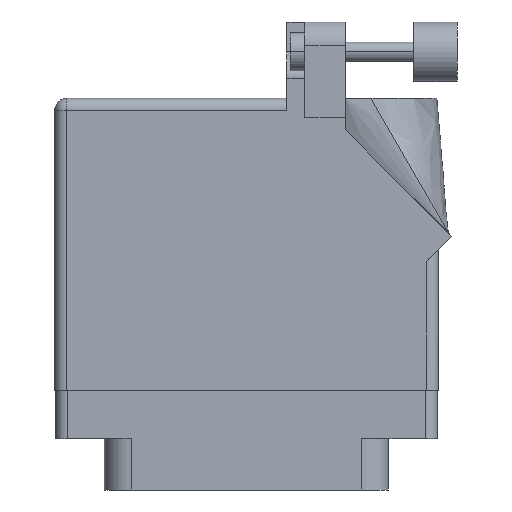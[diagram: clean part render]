
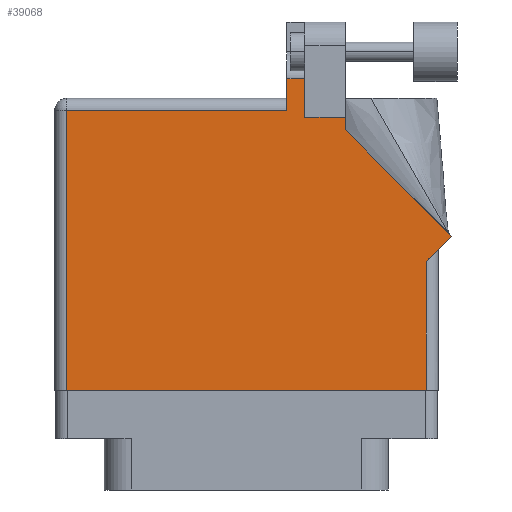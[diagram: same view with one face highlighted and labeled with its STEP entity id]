
A CAD part, front view. The second image highlights one B-rep face of the part: STEP entity #39068.
In plain terms, the highlighted face is planar.
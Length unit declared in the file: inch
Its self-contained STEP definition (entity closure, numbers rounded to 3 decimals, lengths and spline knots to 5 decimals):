
#620 = VECTOR ( 'NONE', #1001, 39.37008 ) ;
#823 = LINE ( 'NONE', #5806, #34014 ) ;
#1001 = DIRECTION ( 'NONE',  ( 0., -1., 0. ) ) ;
#1116 = PLANE ( 'NONE',  #33792 ) ;
#1249 = DIRECTION ( 'NONE',  ( -1., 0., 0. ) ) ;
#1299 = EDGE_CURVE ( 'NONE', #19113, #38595, #4396, .T. ) ;
#2410 = EDGE_CURVE ( 'NONE', #31426, #6609, #36358, .T. ) ;
#2507 = ORIENTED_EDGE ( 'NONE', *, *, #8339, .T. ) ;
#2555 = CARTESIAN_POINT ( 'NONE',  ( 0.943, 0.637, 0.455 ) ) ;
#4396 = LINE ( 'NONE', #24630, #31284 ) ;
#4645 = CARTESIAN_POINT ( 'NONE',  ( -0.943, -0.1, 0.455 ) ) ;
#4723 = VECTOR ( 'NONE', #22494, 39.37008 ) ;
#5216 = EDGE_LOOP ( 'NONE', ( #35908, #29362, #22302, #2507, #12993, #24345, #39383, #38403, #37624, #37032, #7422 ) ) ;
#5352 = CARTESIAN_POINT ( 'NONE',  ( 0.63677, 1.5315, 0.455 ) ) ;
#5806 = CARTESIAN_POINT ( 'NONE',  ( -1.005, 1.368, 0.455 ) ) ;
#6609 = VERTEX_POINT ( 'NONE', #35469 ) ;
#6633 = LINE ( 'NONE', #5352, #19767 ) ;
#6791 = EDGE_CURVE ( 'NONE', #11843, #30480, #24817, .T. ) ;
#7288 = FACE_OUTER_BOUND ( 'NONE', #5216, .T. ) ;
#7308 = CARTESIAN_POINT ( 'NONE',  ( 0.943, 0.575, 0.455 ) ) ;
#7422 = ORIENTED_EDGE ( 'NONE', *, *, #1299, .T. ) ;
#7531 = VECTOR ( 'NONE', #27382, 39.37008 ) ;
#7653 = LINE ( 'NONE', #22759, #4723 ) ;
#8339 = EDGE_CURVE ( 'NONE', #19426, #36701, #823, .T. ) ;
#8635 = EDGE_CURVE ( 'NONE', #10464, #23591, #6633, .T. ) ;
#8796 = DIRECTION ( 'NONE',  ( -1., 0., 0. ) ) ;
#10464 = VERTEX_POINT ( 'NONE', #34750 ) ;
#10479 = LINE ( 'NONE', #2555, #20745 ) ;
#10934 = CARTESIAN_POINT ( 'NONE',  ( 0.306, 1.33, 0.455 ) ) ;
#11843 = VERTEX_POINT ( 'NONE', #34024 ) ;
#12993 = ORIENTED_EDGE ( 'NONE', *, *, #35443, .T. ) ;
#14591 = LINE ( 'NONE', #25658, #30249 ) ;
#14969 = DIRECTION ( 'NONE',  ( 1., 0., 0. ) ) ;
#14979 = DIRECTION ( 'NONE',  ( 0., 1., 0. ) ) ;
#16369 = CARTESIAN_POINT ( 'NONE',  ( -0.943, 1.368, 0.455 ) ) ;
#17174 = LINE ( 'NONE', #4645, #620 ) ;
#18204 = CARTESIAN_POINT ( 'NONE',  ( 1.07571, 0.70771, 0.455 ) ) ;
#19113 = VERTEX_POINT ( 'NONE', #22145 ) ;
#19426 = VERTEX_POINT ( 'NONE', #33890 ) ;
#19767 = VECTOR ( 'NONE', #30056, 39.37008 ) ;
#20004 = DIRECTION ( 'NONE',  ( 0., -1., 0. ) ) ;
#20745 = VECTOR ( 'NONE', #14979, 39.37008 ) ;
#22145 = CARTESIAN_POINT ( 'NONE',  ( 0.519, 1.33, 0.455 ) ) ;
#22302 = ORIENTED_EDGE ( 'NONE', *, *, #33308, .T. ) ;
#22494 = DIRECTION ( 'NONE',  ( 0., 1., 0. ) ) ;
#22759 = CARTESIAN_POINT ( 'NONE',  ( 0.306, 1.33, 0.455 ) ) ;
#23591 = VERTEX_POINT ( 'NONE', #32151 ) ;
#24218 = DIRECTION ( 'NONE',  ( -1., 0., 0. ) ) ;
#24345 = ORIENTED_EDGE ( 'NONE', *, *, #6791, .T. ) ;
#24630 = CARTESIAN_POINT ( 'NONE',  ( 0.519, 1.33, 0.455 ) ) ;
#24650 = VERTEX_POINT ( 'NONE', #7308 ) ;
#24817 = LINE ( 'NONE', #30272, #26322 ) ;
#25658 = CARTESIAN_POINT ( 'NONE',  ( 1.005, 0.637, 0.455 ) ) ;
#26146 = VECTOR ( 'NONE', #20004, 39.37008 ) ;
#26322 = VECTOR ( 'NONE', #14969, 39.37008 ) ;
#27250 = EDGE_CURVE ( 'NONE', #30480, #24650, #10479, .T. ) ;
#27382 = DIRECTION ( 'NONE',  ( -0.707, 0.707, 0. ) ) ;
#28932 = DIRECTION ( 'NONE',  ( 0., 1., 0. ) ) ;
#29360 = CARTESIAN_POINT ( 'NONE',  ( 1.07571, 0.70771, 0.455 ) ) ;
#29362 = ORIENTED_EDGE ( 'NONE', *, *, #8635, .T. ) ;
#30056 = DIRECTION ( 'NONE',  ( -1., 0., 0. ) ) ;
#30249 = VECTOR ( 'NONE', #38356, 39.37008 ) ;
#30272 = CARTESIAN_POINT ( 'NONE',  ( -1.005, -0.1, 0.455 ) ) ;
#30480 = VERTEX_POINT ( 'NONE', #30685 ) ;
#30685 = CARTESIAN_POINT ( 'NONE',  ( 0.943, -0.1, 0.455 ) ) ;
#31284 = VECTOR ( 'NONE', #8796, 39.37008 ) ;
#31290 = LINE ( 'NONE', #38232, #33239 ) ;
#31426 = VERTEX_POINT ( 'NONE', #29360 ) ;
#31978 = EDGE_CURVE ( 'NONE', #38595, #10464, #7653, .T. ) ;
#32151 = CARTESIAN_POINT ( 'NONE',  ( 0.212, 1.5315, 0.455 ) ) ;
#32341 = CARTESIAN_POINT ( 'NONE',  ( 0.212, 1.43, 0.455 ) ) ;
#32373 = CARTESIAN_POINT ( 'NONE',  ( -1.005, 1.43, 0.455 ) ) ;
#33239 = VECTOR ( 'NONE', #28932, 39.37008 ) ;
#33308 = EDGE_CURVE ( 'NONE', #23591, #19426, #34967, .T. ) ;
#33792 = AXIS2_PLACEMENT_3D ( 'NONE', #32373, #35348, #1249 ) ;
#33890 = CARTESIAN_POINT ( 'NONE',  ( 0.212, 1.368, 0.455 ) ) ;
#34014 = VECTOR ( 'NONE', #24218, 39.37008 ) ;
#34024 = CARTESIAN_POINT ( 'NONE',  ( -0.943, -0.1, 0.455 ) ) ;
#34750 = CARTESIAN_POINT ( 'NONE',  ( 0.306, 1.5315, 0.455 ) ) ;
#34967 = LINE ( 'NONE', #32341, #26146 ) ;
#35348 = DIRECTION ( 'NONE',  ( 0., 0., -1. ) ) ;
#35443 = EDGE_CURVE ( 'NONE', #36701, #11843, #17174, .T. ) ;
#35469 = CARTESIAN_POINT ( 'NONE',  ( 0.519, 1.26442, 0.455 ) ) ;
#35908 = ORIENTED_EDGE ( 'NONE', *, *, #31978, .T. ) ;
#36358 = LINE ( 'NONE', #18204, #7531 ) ;
#36701 = VERTEX_POINT ( 'NONE', #16369 ) ;
#37032 = ORIENTED_EDGE ( 'NONE', *, *, #38328, .T. ) ;
#37624 = ORIENTED_EDGE ( 'NONE', *, *, #2410, .T. ) ;
#38232 = CARTESIAN_POINT ( 'NONE',  ( 0.519, 1.26442, 0.455 ) ) ;
#38328 = EDGE_CURVE ( 'NONE', #6609, #19113, #31290, .T. ) ;
#38356 = DIRECTION ( 'NONE',  ( 0.707, 0.707, 0. ) ) ;
#38403 = ORIENTED_EDGE ( 'NONE', *, *, #39045, .T. ) ;
#38595 = VERTEX_POINT ( 'NONE', #10934 ) ;
#39045 = EDGE_CURVE ( 'NONE', #24650, #31426, #14591, .T. ) ;
#39068 = ADVANCED_FACE ( 'NONE', ( #7288 ), #1116, .F. ) ;
#39383 = ORIENTED_EDGE ( 'NONE', *, *, #27250, .T. ) ;
